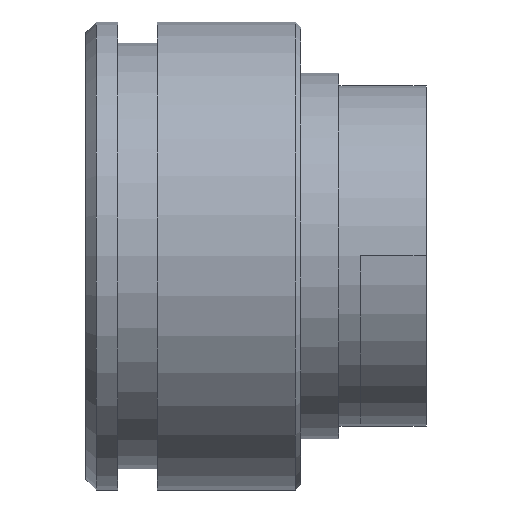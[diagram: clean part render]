
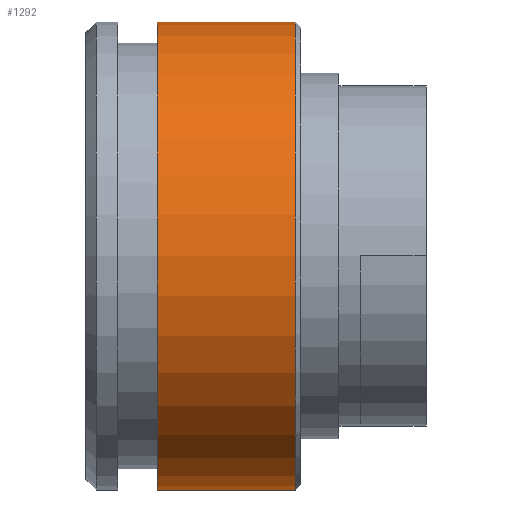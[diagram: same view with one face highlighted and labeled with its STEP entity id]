
A CAD part, top view. The second image highlights one B-rep face of the part: STEP entity #1292.
In plain terms, the highlighted cylindrical face has radius 11 mm (diameter 22 mm), a partial arc.
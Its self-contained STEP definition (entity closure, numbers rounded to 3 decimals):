
#385=CARTESIAN_POINT('',(-17.95,0.,0.));
#386=DIRECTION('',(1.,0.,0.));
#387=DIRECTION('',(0.,1.,0.));
#388=AXIS2_PLACEMENT_3D('',#385,#386,#387);
#405=DIRECTION('',(1.,0.,0.));
#406=VECTOR('',#405,6.5);
#407=CARTESIAN_POINT('',(-17.95,11.,0.));
#408=LINE('',#407,#406);
#409=DIRECTION('',(1.,0.,0.));
#410=VECTOR('',#409,6.5);
#411=CARTESIAN_POINT('',(-17.95,-11.,0.));
#412=LINE('',#411,#410);
#426=CARTESIAN_POINT('',(-11.45,0.,0.));
#427=DIRECTION('',(-1.,0.,0.));
#428=DIRECTION('',(0.,-1.,0.));
#429=AXIS2_PLACEMENT_3D('',#426,#427,#428);
#721=CARTESIAN_POINT('',(-17.95,11.,0.));
#722=CARTESIAN_POINT('',(-17.95,-11.,0.));
#723=VERTEX_POINT('',#721);
#724=VERTEX_POINT('',#722);
#725=CARTESIAN_POINT('',(-11.45,11.,0.));
#726=VERTEX_POINT('',#725);
#727=CARTESIAN_POINT('',(-11.45,-11.,0.));
#728=VERTEX_POINT('',#727);
#1278=CARTESIAN_POINT('',(-22.1,0.,0.));
#1279=DIRECTION('',(1.,0.,0.));
#1280=DIRECTION('',(0.,-1.,0.));
#1281=AXIS2_PLACEMENT_3D('',#1278,#1279,#1280);
#1282=CYLINDRICAL_SURFACE('',#1281,11.);
#1284=ORIENTED_EDGE('',*,*,#1283,.T.);
#1286=ORIENTED_EDGE('',*,*,#1285,.F.);
#1288=ORIENTED_EDGE('',*,*,#1287,.F.);
#1289=ORIENTED_EDGE('',*,*,#1267,.F.);
#1290=EDGE_LOOP('',(#1284,#1286,#1288,#1289));
#1291=FACE_OUTER_BOUND('',#1290,.F.);
#389=CIRCLE('',#388,11.);
#430=CIRCLE('',#429,11.);
#1267=EDGE_CURVE('',#723,#724,#389,.T.);
#1283=EDGE_CURVE('',#723,#726,#408,.T.);
#1285=EDGE_CURVE('',#728,#726,#430,.T.);
#1287=EDGE_CURVE('',#724,#728,#412,.T.);
#1292=ADVANCED_FACE('',(#1291),#1282,.T.);
